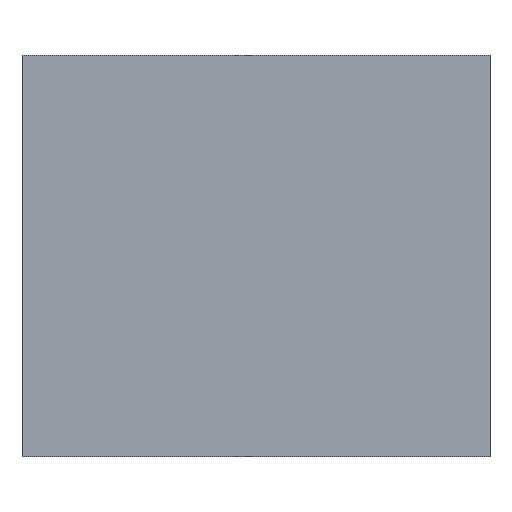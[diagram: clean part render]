
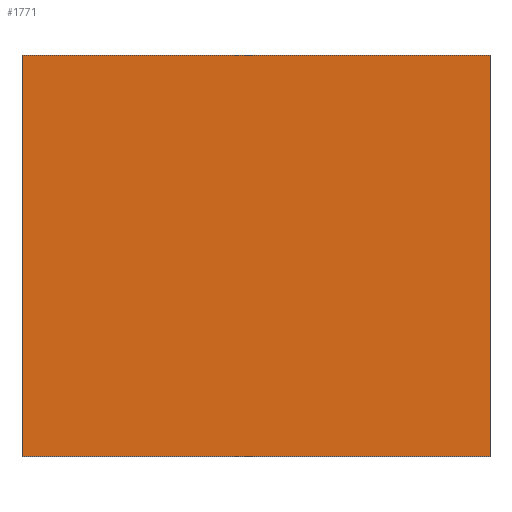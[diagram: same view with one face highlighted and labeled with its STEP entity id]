
A CAD part, top view. The second image highlights one B-rep face of the part: STEP entity #1771.
In plain terms, the highlighted face is planar.
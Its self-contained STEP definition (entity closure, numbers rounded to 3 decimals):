
#795=DIRECTION('',(0.,0.,1.));
#796=VECTOR('',#795,3.);
#797=CARTESIAN_POINT('',(-1.75,0.95,-1.5));
#798=LINE('',#797,#796);
#802=DIRECTION('',(-1.,0.,0.));
#803=VECTOR('',#802,3.5);
#804=CARTESIAN_POINT('',(1.75,0.95,-1.5));
#805=LINE('',#804,#803);
#809=DIRECTION('',(0.,0.,-1.));
#810=VECTOR('',#809,3.);
#811=CARTESIAN_POINT('',(1.75,0.95,1.5));
#812=LINE('',#811,#810);
#816=DIRECTION('',(1.,0.,0.));
#817=VECTOR('',#816,3.5);
#818=CARTESIAN_POINT('',(-1.75,0.95,1.5));
#819=LINE('',#818,#817);
#1224=CARTESIAN_POINT('',(-1.75,0.95,-1.5));
#1225=CARTESIAN_POINT('',(-1.75,0.95,1.5));
#1226=VERTEX_POINT('',#1224);
#1227=VERTEX_POINT('',#1225);
#1228=CARTESIAN_POINT('',(1.75,0.95,1.5));
#1229=VERTEX_POINT('',#1228);
#1230=CARTESIAN_POINT('',(1.75,0.95,-1.5));
#1231=VERTEX_POINT('',#1230);
#1760=CARTESIAN_POINT('',(0.,0.95,0.));
#1761=DIRECTION('',(0.,1.,0.));
#1762=DIRECTION('',(1.,0.,0.));
#1763=AXIS2_PLACEMENT_3D('',#1760,#1761,#1762);
#1764=PLANE('',#1763);
#1765=ORIENTED_EDGE('',*,*,#1600,.F.);
#1766=ORIENTED_EDGE('',*,*,#1650,.F.);
#1767=ORIENTED_EDGE('',*,*,#1685,.F.);
#1768=ORIENTED_EDGE('',*,*,#1733,.F.);
#1769=EDGE_LOOP('',(#1765,#1766,#1767,#1768));
#1770=FACE_OUTER_BOUND('',#1769,.F.);
#1600=EDGE_CURVE('',#1226,#1227,#798,.T.);
#1650=EDGE_CURVE('',#1231,#1226,#805,.T.);
#1685=EDGE_CURVE('',#1229,#1231,#812,.T.);
#1733=EDGE_CURVE('',#1227,#1229,#819,.T.);
#1771=ADVANCED_FACE('',(#1770),#1764,.T.);
